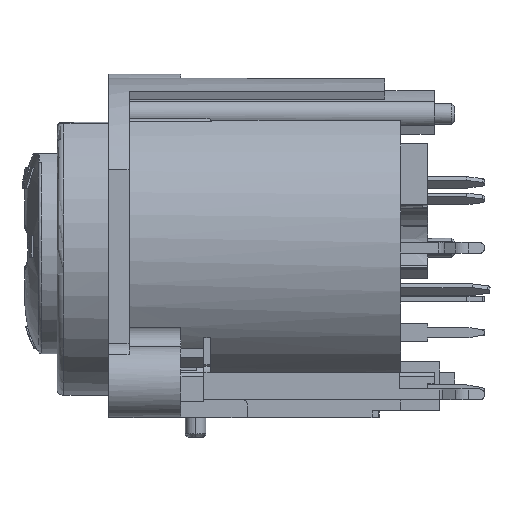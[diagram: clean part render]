
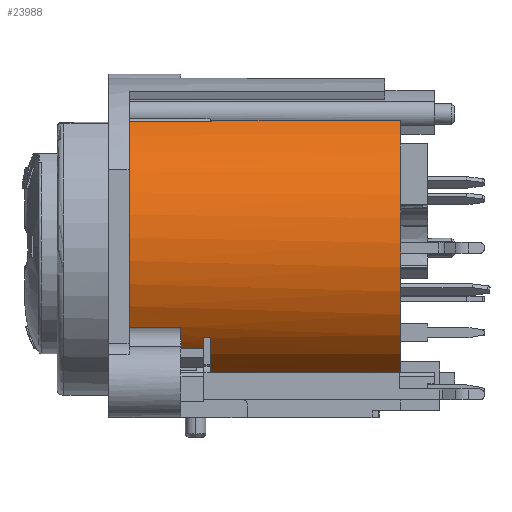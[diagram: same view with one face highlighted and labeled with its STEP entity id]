
A CAD part, left-side view. The second image highlights one B-rep face of the part: STEP entity #23988.
In plain terms, the highlighted cylindrical face has radius 10.9 mm (diameter 21.8 mm), a partial arc.
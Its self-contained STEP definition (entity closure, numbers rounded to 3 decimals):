
#3444=CARTESIAN_POINT('',(0.,26.852,
12.5));
#3445=DIRECTION('',(0.,-1.,0.));
#3446=DIRECTION('',(-0.794,0.,-0.608));
#3447=AXIS2_PLACEMENT_3D('',#3444,#3445,#3446);
#3902=CARTESIAN_POINT('',(0.,12.352,
12.5));
#3903=DIRECTION('',(0.,1.,0.));
#3904=DIRECTION('',(-0.101,0.,-0.995));
#3905=AXIS2_PLACEMENT_3D('',#3902,#3903,#3904);
#7656=DIRECTION('',(0.,1.,0.));
#7657=VECTOR('',#7656,6.1);
#7658=CARTESIAN_POINT('',(-5.722,26.252,21.777));
#7659=LINE('',#7658,#7657);
#7677=DIRECTION('',(0.,1.,0.));
#7678=VECTOR('',#7677,0.5);
#7679=CARTESIAN_POINT('',(-8.65,26.352,5.868));
#7680=LINE('',#7679,#7678);
#7681=DIRECTION('',(0.,1.,0.));
#7682=VECTOR('',#7681,1.7);
#7683=CARTESIAN_POINT('',(-8.,26.852,5.097));
#7684=LINE('',#7683,#7682);
#7685=CARTESIAN_POINT('',(0.,32.352,
12.5));
#7686=DIRECTION('',(0.,1.,0.));
#7687=DIRECTION('',(-0.844,0.,-0.536));
#7688=AXIS2_PLACEMENT_3D('',#7685,#7686,#7687);
#7690=DIRECTION('',(0.,-1.,0.));
#7691=VECTOR('',#7690,13.9);
#7692=CARTESIAN_POINT('',(-5.542,26.252,21.886));
#7693=LINE('',#7692,#7691);
#7694=DIRECTION('',(0.,1.,0.));
#7695=VECTOR('',#7694,13.5);
#7696=CARTESIAN_POINT('',(-1.1,12.352,1.656));
#7697=LINE('',#7696,#7695);
#7698=DIRECTION('',(0.,1.,0.));
#7699=VECTOR('',#7698,0.5);
#7700=CARTESIAN_POINT('',(-1.947,25.852,1.775));
#7701=LINE('',#7700,#7699);
#7762=CARTESIAN_POINT('',(0.,26.352,
12.5));
#7763=DIRECTION('',(0.,-1.,0.));
#7764=DIRECTION('',(-0.794,0.,-0.608));
#7765=AXIS2_PLACEMENT_3D('',#7762,#7763,#7764);
#7833=CARTESIAN_POINT('',(0.,25.852,
12.5));
#7834=DIRECTION('',(0.,-1.,0.));
#7835=DIRECTION('',(-0.179,0.,-0.984));
#7836=AXIS2_PLACEMENT_3D('',#7833,#7834,#7835);
#8623=CARTESIAN_POINT('',(0.,28.552,
12.5));
#8624=DIRECTION('',(0.,-1.,0.));
#8625=DIRECTION('',(-0.844,0.,-0.536));
#8626=AXIS2_PLACEMENT_3D('',#8623,#8624,#8625);
#9623=DIRECTION('',(0.,-1.,0.));
#9624=VECTOR('',#9623,3.8);
#9625=CARTESIAN_POINT('',(-9.204,32.352,6.661));
#9626=LINE('',#9625,#9624);
#11420=CARTESIAN_POINT('',(0.,26.252,
12.5));
#11421=DIRECTION('',(0.,-1.,0.));
#11422=DIRECTION('',(-0.508,0.,0.861));
#11423=AXIS2_PLACEMENT_3D('',#11420,#11421,#11422);
#11745=CARTESIAN_POINT('',(-8.65,26.352,
5.868));
#11746=CARTESIAN_POINT('',(-1.947,26.352,
1.775));
#11747=VERTEX_POINT('',#11745);
#11748=VERTEX_POINT('',#11746);
#11763=CARTESIAN_POINT('',(-5.542,26.252,
21.886));
#11764=CARTESIAN_POINT('',(-5.722,26.252,
21.777));
#11765=VERTEX_POINT('',#11763);
#11766=VERTEX_POINT('',#11764);
#11767=CARTESIAN_POINT('',(-5.542,12.352,
21.886));
#11768=VERTEX_POINT('',#11767);
#11769=CARTESIAN_POINT('',(-1.1,12.352,
1.656));
#11770=CARTESIAN_POINT('',(-1.1,25.852,
1.656));
#11771=VERTEX_POINT('',#11769);
#11772=VERTEX_POINT('',#11770);
#11773=CARTESIAN_POINT('',(-1.947,25.852,
1.775));
#11774=VERTEX_POINT('',#11773);
#12607=CARTESIAN_POINT('',(-9.204,32.352,
6.661));
#12609=VERTEX_POINT('',#12607);
#13766=CARTESIAN_POINT('',(-9.204,28.552,
6.661));
#13767=VERTEX_POINT('',#13766);
#13768=CARTESIAN_POINT('',(-8.,28.552,
5.097));
#13769=VERTEX_POINT('',#13768);
#14337=CARTESIAN_POINT('',(-8.,26.852,
5.097));
#14338=VERTEX_POINT('',#14337);
#14339=CARTESIAN_POINT('',(-8.65,26.852,
5.868));
#14340=VERTEX_POINT('',#14339);
#14395=CARTESIAN_POINT('',(-5.722,32.352,
21.777));
#14396=VERTEX_POINT('',#14395);
#23957=CARTESIAN_POINT('',(0.,35.852,
12.5));
#23958=DIRECTION('',(0.,-1.,0.));
#23959=DIRECTION('',(-1.,0.,0.));
#23960=AXIS2_PLACEMENT_3D('',#23957,#23958,#23959);
#23961=CYLINDRICAL_SURFACE('',#23960,10.9);
#23963=ORIENTED_EDGE('',*,*,#23962,.T.);
#23964=ORIENTED_EDGE('',*,*,#17606,.T.);
#23966=ORIENTED_EDGE('',*,*,#23965,.T.);
#23968=ORIENTED_EDGE('',*,*,#23967,.F.);
#23970=ORIENTED_EDGE('',*,*,#23969,.F.);
#23972=ORIENTED_EDGE('',*,*,#23971,.T.);
#23973=ORIENTED_EDGE('',*,*,#23946,.F.);
#23975=ORIENTED_EDGE('',*,*,#23974,.F.);
#23976=ORIENTED_EDGE('',*,*,#23934,.T.);
#23977=ORIENTED_EDGE('',*,*,#17987,.F.);
#23979=ORIENTED_EDGE('',*,*,#23978,.T.);
#23981=ORIENTED_EDGE('',*,*,#23980,.F.);
#23983=ORIENTED_EDGE('',*,*,#23982,.T.);
#23985=ORIENTED_EDGE('',*,*,#23984,.F.);
#23986=EDGE_LOOP('',(#23963,#23964,#23966,#23968,#23970,#23972,#23973,#23975,
#23976,#23977,#23979,#23981,#23983,#23985));
#23987=FACE_OUTER_BOUND('',#23986,.F.);
#3448=CIRCLE('',#3447,10.9);
#3906=CIRCLE('',#3905,10.9);
#7689=CIRCLE('',#7688,10.9);
#7766=CIRCLE('',#7765,10.9);
#7837=CIRCLE('',#7836,10.9);
#8627=CIRCLE('',#8626,10.9);
#11424=CIRCLE('',#11423,10.9);
#17606=EDGE_CURVE('',#14340,#14338,#3448,.T.);
#17987=EDGE_CURVE('',#11771,#11768,#3906,.T.);
#23934=EDGE_CURVE('',#11765,#11768,#7693,.T.);
#23946=EDGE_CURVE('',#11766,#14396,#7659,.T.);
#23962=EDGE_CURVE('',#11747,#14340,#7680,.T.);
#23965=EDGE_CURVE('',#14338,#13769,#7684,.T.);
#23967=EDGE_CURVE('',#13767,#13769,#8627,.T.);
#23969=EDGE_CURVE('',#12609,#13767,#9626,.T.);
#23971=EDGE_CURVE('',#12609,#14396,#7689,.T.);
#23974=EDGE_CURVE('',#11765,#11766,#11424,.T.);
#23978=EDGE_CURVE('',#11771,#11772,#7697,.T.);
#23980=EDGE_CURVE('',#11774,#11772,#7837,.T.);
#23982=EDGE_CURVE('',#11774,#11748,#7701,.T.);
#23984=EDGE_CURVE('',#11747,#11748,#7766,.T.);
#23988=ADVANCED_FACE('',(#23987),#23961,.T.);
